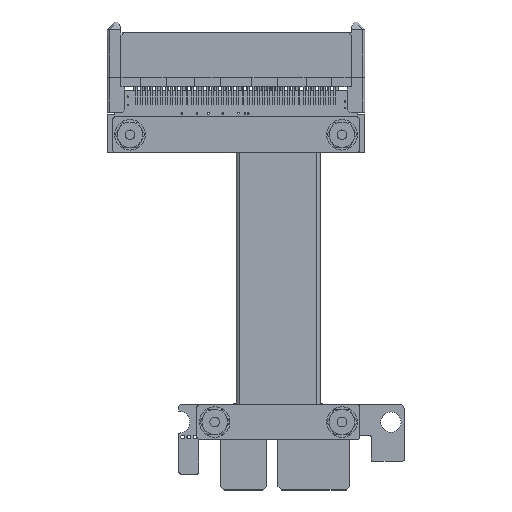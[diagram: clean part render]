
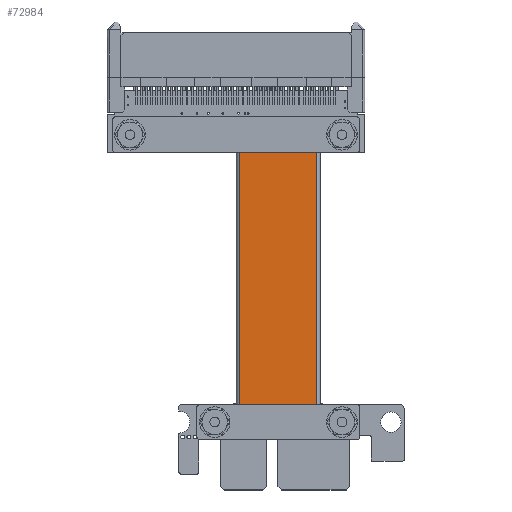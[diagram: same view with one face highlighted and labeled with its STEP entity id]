
A CAD part, top view. The second image highlights one B-rep face of the part: STEP entity #72984.
In plain terms, the highlighted face is planar.
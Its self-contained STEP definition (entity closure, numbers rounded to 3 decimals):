
#72956 = VERTEX_POINT('',#72957);
#72957 = CARTESIAN_POINT('',(0.,0.,
    0.));
#72964 = EDGE_CURVE('',#72965,#72956,#72967,.T.);
#72965 = VERTEX_POINT('',#72966);
#72966 = CARTESIAN_POINT('',(0.,0.,
    -43.));
#72967 = LINE('',#72968,#72969);
#72968 = CARTESIAN_POINT('',(0.,0.,
    -43.));
#72969 = VECTOR('',#72970,1.);
#72970 = DIRECTION('',(0.,0.,1.));
#72984 = ADVANCED_FACE('',(#72985),#73010,.T.);
#72985 = FACE_BOUND('',#72986,.T.);
#72986 = EDGE_LOOP('',(#72987,#72995,#73003,#73009));
#72987 = ORIENTED_EDGE('',*,*,#72988,.F.);
#72988 = EDGE_CURVE('',#72989,#72956,#72991,.T.);
#72989 = VERTEX_POINT('',#72990);
#72990 = CARTESIAN_POINT('',(12.065,0.,0.
    ));
#72991 = LINE('',#72992,#72993);
#72992 = CARTESIAN_POINT('',(0.,0.,
    0.));
#72993 = VECTOR('',#72994,1.);
#72994 = DIRECTION('',(-1.,0.,0.));
#72995 = ORIENTED_EDGE('',*,*,#72996,.F.);
#72996 = EDGE_CURVE('',#72997,#72989,#72999,.T.);
#72997 = VERTEX_POINT('',#72998);
#72998 = CARTESIAN_POINT('',(12.065,0.,-43.));
#72999 = LINE('',#73000,#73001);
#73000 = CARTESIAN_POINT('',(12.065,0.,-43.));
#73001 = VECTOR('',#73002,1.);
#73002 = DIRECTION('',(0.,0.,1.));
#73003 = ORIENTED_EDGE('',*,*,#73004,.T.);
#73004 = EDGE_CURVE('',#72997,#72965,#73005,.T.);
#73005 = LINE('',#73006,#73007);
#73006 = CARTESIAN_POINT('',(0.,0.,
    -43.));
#73007 = VECTOR('',#73008,1.);
#73008 = DIRECTION('',(-1.,0.,0.));
#73009 = ORIENTED_EDGE('',*,*,#72964,.T.);
#73010 = PLANE('',#73011);
#73011 = AXIS2_PLACEMENT_3D('',#73012,#73013,#73014);
#73012 = CARTESIAN_POINT('',(0.,0.,
    -43.));
#73013 = DIRECTION('',(0.,1.,0.));
#73014 = DIRECTION('',(0.,0.,1.));
